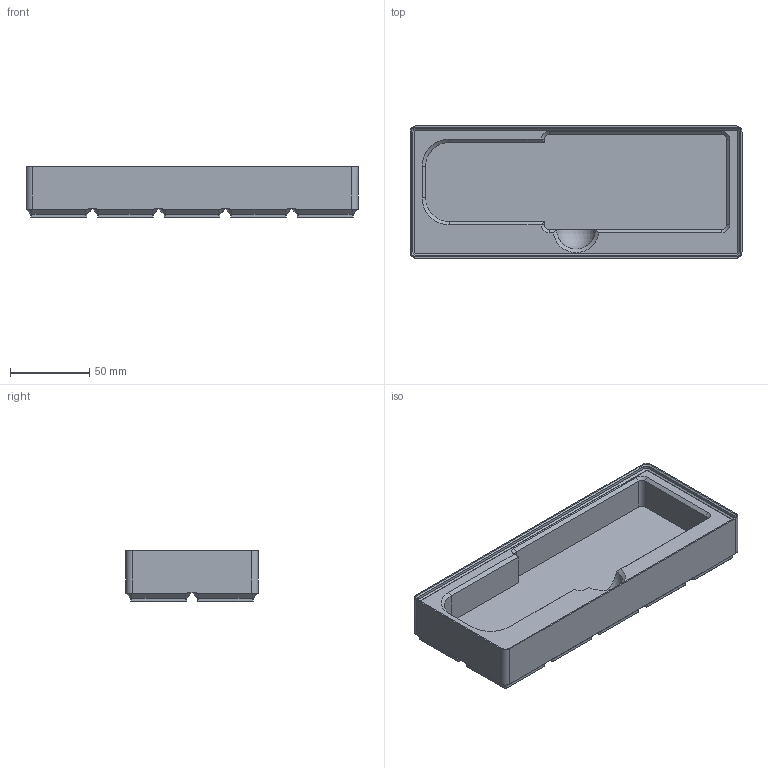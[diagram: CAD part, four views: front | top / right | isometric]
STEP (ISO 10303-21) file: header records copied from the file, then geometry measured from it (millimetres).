
FILE_DESCRIPTION(('Open CASCADE Model'),'2;1');
FILE_NAME('Open CASCADE Shape Model','2023-12-21T18:03:24',('Author'),( 'Open CASCADE'),'Open CASCADE STEP processor 7.7','Open CASCADE 7.7' ,'Unknown');
FILE_SCHEMA(('AUTOMOTIVE_DESIGN { 1 0 10303 214 1 1 1 1 }'));
Length unit declared in the file: millimetre
Products named in the file (1): Open CASCADE STEP translator 7.7 33
Bounding box: 209.5 x 83.5 x 32.3 mm (x, y, z)
Volume: 246516.1 mm3; surface area: 66965.9 mm2
Topology: 1 solids, 1 shells, 338 faces, 776 edges, 442 vertices
Faces by surface type: plane 184, cone 94, cylinder 58, bspline 1, sphere 1
Entity records: 20336 total; most frequent: CARTESIAN_POINT 4832, DIRECTION 2898, LINE 1636, VECTOR 1636, ORIENTED_EDGE 1552, PCURVE 1552, DEFINITIONAL_REPRESENTATION 1552, EDGE_CURVE 776
